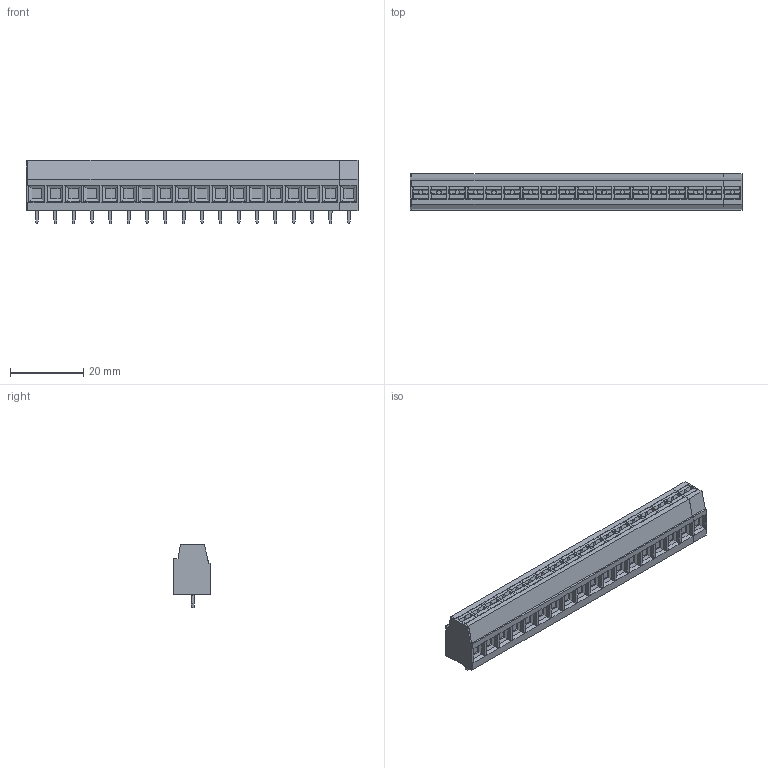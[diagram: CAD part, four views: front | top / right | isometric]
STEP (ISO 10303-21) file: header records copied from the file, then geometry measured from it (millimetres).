
FILE_DESCRIPTION(('CATIA V5 STEP Exchange','CAx-IF Rec.Pracs.--- Model Styling and Organization---1.4--- 2014-01-23'),'2;1');
FILE_NAME ('D1528711_0_2786710000_2786710000.stp','2022-04-26T14:01:01+00:00',('none'),('Weidmueller'),'CATIA Version 5-6 Release 2016 SP3 HF44','CATIA V5 STEP AP214','none');
FILE_SCHEMA(('AUTOMOTIVE_DESIGN { 1 0 10303 214 1 1 1 1 }'));
Products named in the file (1): 2786710000
Bounding box: 90.5 x 10 x 17.3 mm (x, y, z)
Volume: 10719.7 mm3; surface area: 7301.9 mm2
Topology: 39 solids, 76 shells, 1892 faces, 5160 edges, 3456 vertices
Faces by surface type: plane 1755, cylinder 125, cone 12
Entity records: 55349 total; most frequent: CARTESIAN_POINT 12009, ORIENTED_EDGE 10320, DIRECTION 6597, EDGE_CURVE 5160, VECTOR 4631, LINE 4631, VERTEX_POINT 3456, EDGE_LOOP 1964
